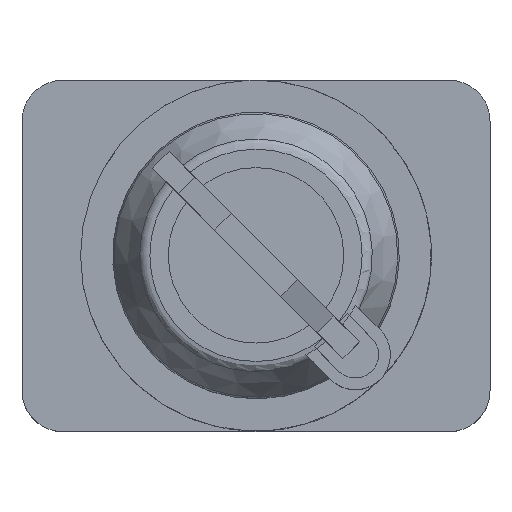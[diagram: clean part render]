
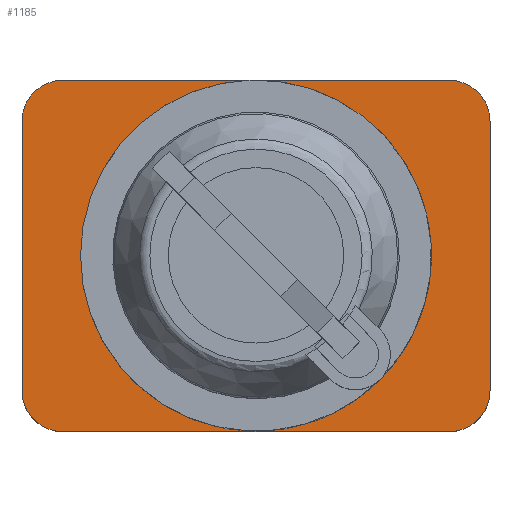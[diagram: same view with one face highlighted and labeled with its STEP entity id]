
A CAD part, top view. The second image highlights one B-rep face of the part: STEP entity #1185.
In plain terms, the highlighted planar face has unit normal (0, 0, 1).
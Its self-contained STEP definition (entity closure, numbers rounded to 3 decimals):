
#640=CARTESIAN_POINT('',(-10.85,0.0,52.));
#641=VERTEX_POINT('',#640);
#642=CARTESIAN_POINT('',(0.,0.0,52.));
#643=DIRECTION('',(0.0,0.0,-1.0));
#644=DIRECTION('',(-1.0,0.0,0.0));
#645=AXIS2_PLACEMENT_3D('',#642,#643,#644);
#646=CIRCLE('',#645,10.85);
#647=EDGE_CURVE('',#641,#641,#646,.T.);
#976=CARTESIAN_POINT('',(-20.,-11.51,52.));
#977=VERTEX_POINT('',#976);
#978=CARTESIAN_POINT('',(-20.0,11.51,52.));
#979=VERTEX_POINT('',#978);
#980=CARTESIAN_POINT('',(-20.,-11.51,52.));
#981=DIRECTION('',(0.0,1.0,0.0));
#982=VECTOR('',#981,23.02);
#983=LINE('',#980,#982);
#984=EDGE_CURVE('',#977,#979,#983,.T.);
#1007=CARTESIAN_POINT('',(-16.5,15.01,52.));
#1008=VERTEX_POINT('',#1007);
#1009=CARTESIAN_POINT('',(-16.5,11.51,52.));
#1010=DIRECTION('',(0.0,0.0,-1.0));
#1011=DIRECTION('',(0.0,1.0,0.0));
#1012=AXIS2_PLACEMENT_3D('',#1009,#1010,#1011);
#1013=CIRCLE('',#1012,3.5);
#1014=EDGE_CURVE('',#979,#1008,#1013,.T.);
#1032=CARTESIAN_POINT('',(16.5,15.01,52.));
#1033=VERTEX_POINT('',#1032);
#1034=CARTESIAN_POINT('',(-16.5,15.01,52.));
#1035=DIRECTION('',(1.0,0.0,0.0));
#1036=VECTOR('',#1035,33.0);
#1037=LINE('',#1034,#1036);
#1038=EDGE_CURVE('',#1008,#1033,#1037,.T.);
#1056=CARTESIAN_POINT('',(20.0,11.51,52.));
#1057=VERTEX_POINT('',#1056);
#1058=CARTESIAN_POINT('',(16.5,11.51,52.));
#1059=DIRECTION('',(0.0,0.0,-1.0));
#1060=DIRECTION('',(1.0,0.0,0.0));
#1061=AXIS2_PLACEMENT_3D('',#1058,#1059,#1060);
#1062=CIRCLE('',#1061,3.5);
#1063=EDGE_CURVE('',#1033,#1057,#1062,.T.);
#1081=CARTESIAN_POINT('',(20.0,-11.51,52.));
#1082=VERTEX_POINT('',#1081);
#1083=CARTESIAN_POINT('',(20.0,11.51,52.));
#1084=DIRECTION('',(0.0,-1.0,0.0));
#1085=VECTOR('',#1084,23.02);
#1086=LINE('',#1083,#1085);
#1087=EDGE_CURVE('',#1057,#1082,#1086,.T.);
#1105=CARTESIAN_POINT('',(16.5,-15.01,52.));
#1106=VERTEX_POINT('',#1105);
#1107=CARTESIAN_POINT('',(16.5,-11.51,52.));
#1108=DIRECTION('',(0.0,0.0,-1.0));
#1109=DIRECTION('',(0.0,-1.0,0.0));
#1110=AXIS2_PLACEMENT_3D('',#1107,#1108,#1109);
#1111=CIRCLE('',#1110,3.5);
#1112=EDGE_CURVE('',#1082,#1106,#1111,.T.);
#1130=CARTESIAN_POINT('',(-16.5,-15.01,52.));
#1131=VERTEX_POINT('',#1130);
#1132=CARTESIAN_POINT('',(16.5,-15.01,52.));
#1133=DIRECTION('',(-1.0,0.0,0.0));
#1134=VECTOR('',#1133,33.0);
#1135=LINE('',#1132,#1134);
#1136=EDGE_CURVE('',#1106,#1131,#1135,.T.);
#1154=CARTESIAN_POINT('',(-16.5,-11.51,52.));
#1155=DIRECTION('',(0.0,0.0,-1.0));
#1156=DIRECTION('',(-1.0,0.0,0.0));
#1157=AXIS2_PLACEMENT_3D('',#1154,#1155,#1156);
#1158=CIRCLE('',#1157,3.5);
#1159=EDGE_CURVE('',#1131,#977,#1158,.T.);
#1167=CARTESIAN_POINT('',(0.,0.,52.));
#1168=DIRECTION('',(0.0,0.0,1.0));
#1169=DIRECTION('',(1.0,0.0,0.0));
#1170=AXIS2_PLACEMENT_3D('',#1167,#1168,#1169);
#1171=PLANE('',#1170);
#1172=ORIENTED_EDGE('',*,*,#984,.F.);
#1173=ORIENTED_EDGE('',*,*,#1159,.F.);
#1174=ORIENTED_EDGE('',*,*,#1136,.F.);
#1175=ORIENTED_EDGE('',*,*,#1112,.F.);
#1176=ORIENTED_EDGE('',*,*,#1087,.F.);
#1177=ORIENTED_EDGE('',*,*,#1063,.F.);
#1178=ORIENTED_EDGE('',*,*,#1038,.F.);
#1179=ORIENTED_EDGE('',*,*,#1014,.F.);
#1180=EDGE_LOOP('',(#1172,#1173,#1174,#1175,#1176,#1177,#1178,#1179));
#1181=FACE_OUTER_BOUND('',#1180,.T.);
#1182=ORIENTED_EDGE('',*,*,#647,.T.);
#1183=EDGE_LOOP('',(#1182));
#1184=FACE_BOUND('',#1183,.T.);
#1185=ADVANCED_FACE('',(#1181,#1184),#1171,.T.);
